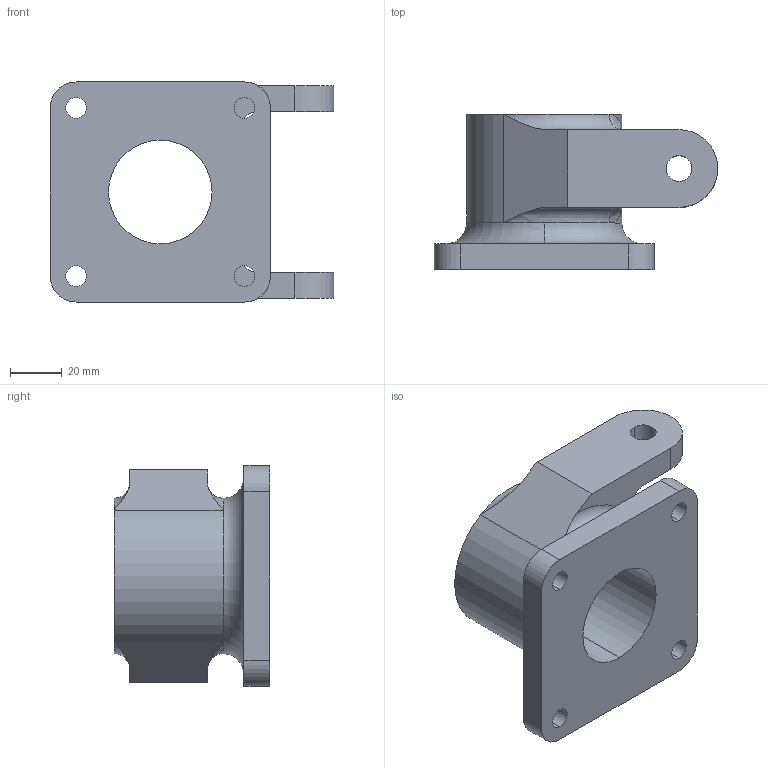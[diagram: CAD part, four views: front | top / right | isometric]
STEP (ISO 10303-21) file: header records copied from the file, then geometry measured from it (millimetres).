
FILE_DESCRIPTION (( 'STEP AP203' ), '1' );
FILE_NAME ('fourche_avec_conges.STEP', '2013-12-17T09:41:24', ( '' ), ( '' ), 'SwSTEP 2.0', 'SolidWorks 2010', '' );
FILE_SCHEMA (( 'CONFIG_CONTROL_DESIGN' ));
Length unit declared in the file: millimetre
Products named in the file (1): fourche_avec_conges
Bounding box: 109.5 x 60 x 85 mm (x, y, z)
Volume: 190710.6 mm3; surface area: 40709.2 mm2
Topology: 1 solids, 1 shells, 53 faces, 140 edges, 86 vertices
Faces by surface type: cylinder 25, plane 18, torus 6, bspline 4
Entity records: 3289 total; most frequent: CARTESIAN_POINT 1864, DIRECTION 294, ORIENTED_EDGE 272, EDGE_CURVE 136, AXIS2_PLACEMENT_3D 116, VERTEX_POINT 86, EDGE_LOOP 68, CIRCLE 66
